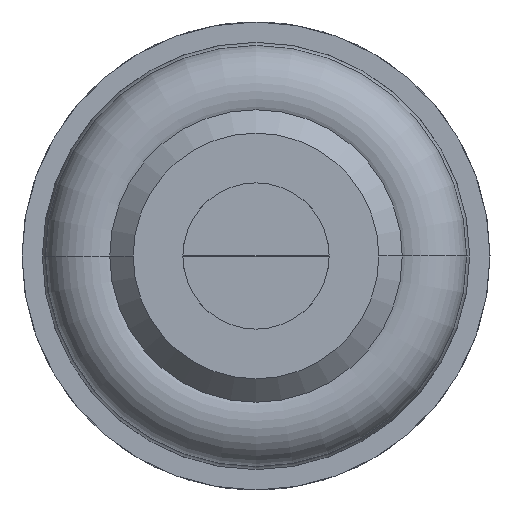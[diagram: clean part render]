
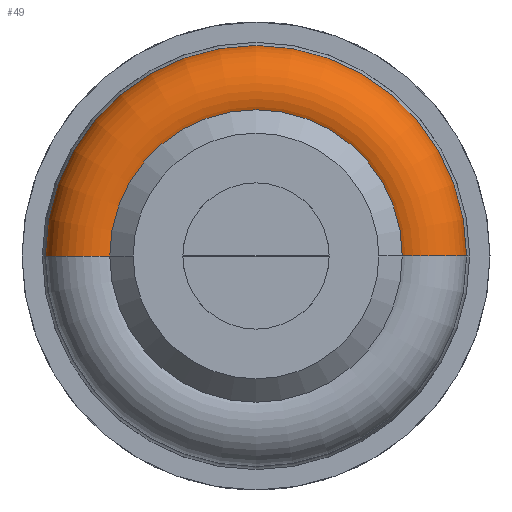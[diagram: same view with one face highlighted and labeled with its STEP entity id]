
A CAD part, front view. The second image highlights one B-rep face of the part: STEP entity #49.
In plain terms, the highlighted toroidal (fillet/blend) face has major radius 2.799 mm and minor radius 0.8 mm.
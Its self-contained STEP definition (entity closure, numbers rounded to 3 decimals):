
#49=ADVANCED_FACE('',(#143),#144,.T.);
#143=FACE_OUTER_BOUND('',#327,.T.);
#144=TOROIDAL_SURFACE('',#328,2.799,0.8);
#327=EDGE_LOOP('',(#529,#530,#531,#532));
#328=AXIS2_PLACEMENT_3D('',#533,#534,#535);
#529=ORIENTED_EDGE('',*,*,#1298,.F.);
#530=ORIENTED_EDGE('',*,*,#1299,.T.);
#531=ORIENTED_EDGE('',*,*,#1300,.F.);
#532=ORIENTED_EDGE('',*,*,#1301,.T.);
#533=CARTESIAN_POINT('',(0.0,3.183,0.0));
#534=DIRECTION('',(-0.0,1.0,0.));
#535=DIRECTION('',(1.0,0.0,0.0));
#1298=EDGE_CURVE('',#1567,#1568,#1569,.T.);
#1299=EDGE_CURVE('',#1567,#1570,#1571,.T.);
#1300=EDGE_CURVE('',#1572,#1570,#1573,.T.);
#1301=EDGE_CURVE('',#1572,#1568,#1574,.T.);
#1567=VERTEX_POINT('',#1983);
#1568=VERTEX_POINT('',#1984);
#1569=CIRCLE('',#1985,3.599);
#1570=VERTEX_POINT('',#1986);
#1571=CIRCLE('',#1987,0.8);
#1572=VERTEX_POINT('',#1988);
#1573=CIRCLE('',#1989,2.);
#1574=CIRCLE('',#1990,0.8);
#1983=CARTESIAN_POINT('',(-3.599,3.183,0.));
#1984=CARTESIAN_POINT('',(3.599,3.183,0.));
#1985=AXIS2_PLACEMENT_3D('',#2974,#2975,#2976);
#1986=CARTESIAN_POINT('',(-2.,3.137,0.));
#1987=AXIS2_PLACEMENT_3D('',#2977,#2978,#2979);
#1988=CARTESIAN_POINT('',(2.,3.137,0.));
#1989=AXIS2_PLACEMENT_3D('',#2980,#2981,#2982);
#1990=AXIS2_PLACEMENT_3D('',#2983,#2984,#2985);
#2974=CARTESIAN_POINT('',(0.0,3.183,0.));
#2975=DIRECTION('',(0.0,1.0,0.));
#2976=DIRECTION('',(0.0,0.,1.0));
#2977=CARTESIAN_POINT('',(-2.799,3.183,0.));
#2978=DIRECTION('',(0.,0.,1.0));
#2979=DIRECTION('',(-1.0,0.,0.));
#2980=CARTESIAN_POINT('',(0.0,3.137,0.0));
#2981=DIRECTION('',(-0.0,-1.0,-0.0));
#2982=DIRECTION('',(-1.0,0.0,0.0));
#2983=CARTESIAN_POINT('',(2.799,3.183,0.));
#2984=DIRECTION('',(0.,0.,1.0));
#2985=DIRECTION('',(1.0,0.,0.));
